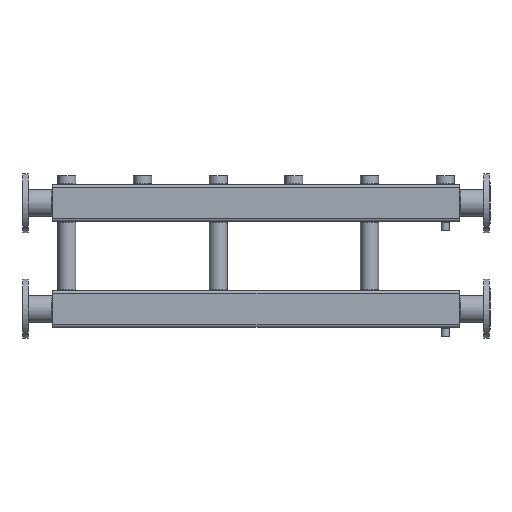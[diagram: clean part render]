
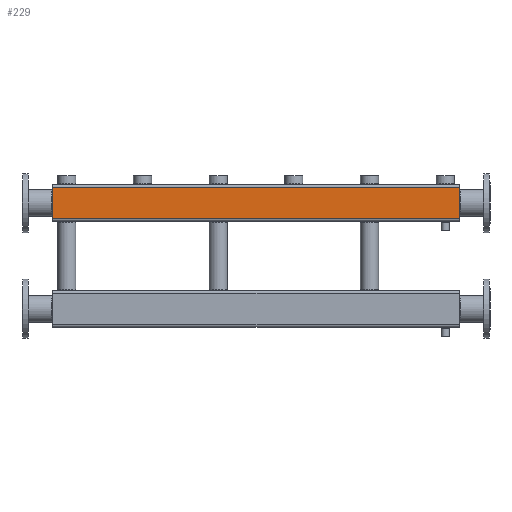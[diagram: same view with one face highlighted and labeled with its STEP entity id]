
A CAD part, left-side view. The second image highlights one B-rep face of the part: STEP entity #229.
In plain terms, the highlighted planar face has unit normal (-1, 0, 0).
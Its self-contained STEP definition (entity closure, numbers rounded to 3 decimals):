
#229=ADVANCED_FACE('',(#4839),#4841,.T.);
#4839=FACE_BOUND('',#4840,.T.);
#4840=EDGE_LOOP('',(#9545,#9546,#9547,#9548));
#4841=PLANE('',#4842);
#4842=AXIS2_PLACEMENT_3D('',#4843,#4844,#4845);
#4843=CARTESIAN_POINT('',(-60.,0.,-52.));
#4844=DIRECTION('',(-1.,0.,0.));
#4845=DIRECTION('',(0.,0.,1.));
#9545=ORIENTED_EDGE('',*,*,#11812,.T.);
#9546=ORIENTED_EDGE('',*,*,#11773,.T.);
#9547=ORIENTED_EDGE('',*,*,#11810,.F.);
#9548=ORIENTED_EDGE('',*,*,#11813,.F.);
#11773=EDGE_CURVE('',#12944,#12941,#12945,.T.);
#11810=EDGE_CURVE('',#13011,#12941,#13012,.T.);
#11812=EDGE_CURVE('',#13014,#12944,#13015,.T.);
#11813=EDGE_CURVE('',#13014,#13011,#13016,.T.);
#12941=VERTEX_POINT('',#14993);
#12944=VERTEX_POINT('',#15002);
#12945=LINE('',#15003,#15004);
#13011=VERTEX_POINT('',#15166);
#13012=LINE('',#15167,#15168);
#13014=VERTEX_POINT('',#15174);
#13015=LINE('',#15175,#15176);
#13016=LINE('',#15178,#15179);
#14993=CARTESIAN_POINT('',(-60.,1341.,-52.));
#15002=CARTESIAN_POINT('',(-60.,1341.,52.));
#15003=CARTESIAN_POINT('',(-60.,1341.,52.));
#15004=VECTOR('',#15005,1.);
#15005=DIRECTION('',(0.,0.,-1.));
#15166=CARTESIAN_POINT('',(-60.,-1.,-52.));
#15167=CARTESIAN_POINT('',(-60.,-1.,-52.));
#15168=VECTOR('',#15169,1.);
#15169=DIRECTION('',(0.,1.,0.));
#15174=CARTESIAN_POINT('',(-60.,-1.,52.));
#15175=CARTESIAN_POINT('',(-60.,-1.,52.));
#15176=VECTOR('',#15177,1.);
#15177=DIRECTION('',(0.,1.,0.));
#15178=CARTESIAN_POINT('',(-60.,-1.,52.));
#15179=VECTOR('',#15180,1.);
#15180=DIRECTION('',(0.,0.,-1.));
